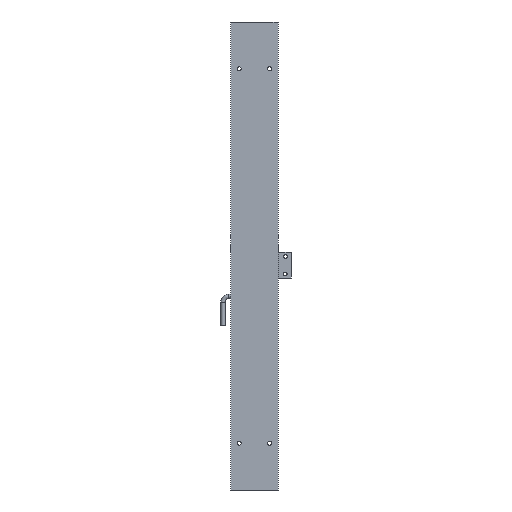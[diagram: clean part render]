
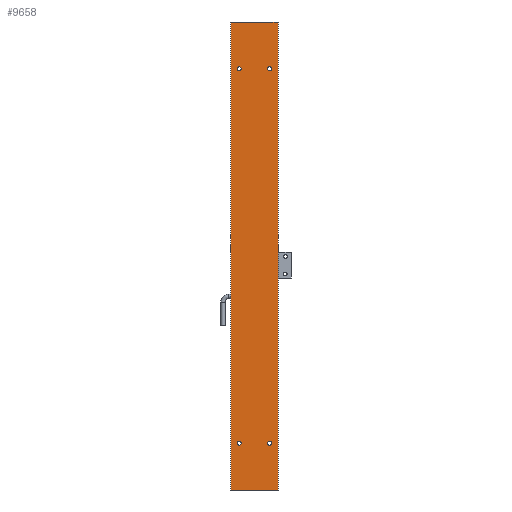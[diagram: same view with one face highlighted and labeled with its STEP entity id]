
A CAD part, front view. The second image highlights one B-rep face of the part: STEP entity #9658.
In plain terms, the highlighted planar face has unit normal (0, -1, 0).
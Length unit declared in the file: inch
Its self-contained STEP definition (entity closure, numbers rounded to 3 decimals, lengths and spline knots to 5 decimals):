
#290 = DIRECTION ( 'NONE',  ( 0., 0., 1. ) ) ;
#1194 = DIRECTION ( 'NONE',  ( 0., 0., 1. ) ) ;
#1201 = CARTESIAN_POINT ( 'NONE',  ( 2.02, 0., 10. ) ) ;
#1295 = CARTESIAN_POINT ( 'NONE',  ( 0., 0., 10. ) ) ;
#1300 = VERTEX_POINT ( 'NONE', #1201 ) ;
#1352 = CARTESIAN_POINT ( 'NONE',  ( 0., 0., 10. ) ) ;
#1690 = EDGE_LOOP ( 'NONE', ( #19512, #7213 ) ) ;
#1824 = ORIENTED_EDGE ( 'NONE', *, *, #19355, .F. ) ;
#2150 = CARTESIAN_POINT ( 'NONE',  ( 0.358, 0., -7.91142 ) ) ;
#2202 = DIRECTION ( 'NONE',  ( 0., 1., 0. ) ) ;
#2312 = DIRECTION ( 'NONE',  ( 1., 0., 0. ) ) ;
#2723 = EDGE_CURVE ( 'NONE', #19473, #6552, #12322, .T. ) ;
#3040 = DIRECTION ( 'NONE',  ( 0., 0., -1. ) ) ;
#3059 = CIRCLE ( 'NONE', #20640, 0.08858 ) ;
#3460 = CARTESIAN_POINT ( 'NONE',  ( 0.358, 0., 8. ) ) ;
#3610 = CARTESIAN_POINT ( 'NONE',  ( 1.663, 0., -8. ) ) ;
#3660 = EDGE_LOOP ( 'NONE', ( #17931, #7181 ) ) ;
#3852 = CARTESIAN_POINT ( 'NONE',  ( 0., 0., -10. ) ) ;
#3875 = CIRCLE ( 'NONE', #14915, 0.08858 ) ;
#4764 = DIRECTION ( 'NONE',  ( 0., 1., 0. ) ) ;
#4900 = CIRCLE ( 'NONE', #12121, 0.08858 ) ;
#4954 = CARTESIAN_POINT ( 'NONE',  ( 0., 0., 10. ) ) ;
#5020 = PLANE ( 'NONE',  #10090 ) ;
#5162 = DIRECTION ( 'NONE',  ( 0., 0., 1. ) ) ;
#5285 = DIRECTION ( 'NONE',  ( 0., 0., 1. ) ) ;
#5427 = AXIS2_PLACEMENT_3D ( 'NONE', #14757, #4764, #16450 ) ;
#5878 = CIRCLE ( 'NONE', #5427, 0.08858 ) ;
#5952 = EDGE_CURVE ( 'NONE', #6552, #19473, #4900, .T. ) ;
#6332 = CARTESIAN_POINT ( 'NONE',  ( 2.02, 0., 10. ) ) ;
#6379 = AXIS2_PLACEMENT_3D ( 'NONE', #12226, #2202, #13890 ) ;
#6441 = ORIENTED_EDGE ( 'NONE', *, *, #5952, .T. ) ;
#6552 = VERTEX_POINT ( 'NONE', #7641 ) ;
#6590 = VECTOR ( 'NONE', #3040, 39.37008 ) ;
#6680 = LINE ( 'NONE', #6332, #19442 ) ;
#6713 = DIRECTION ( 'NONE',  ( 0., 0., 1. ) ) ;
#6940 = ORIENTED_EDGE ( 'NONE', *, *, #8505, .T. ) ;
#7074 = CARTESIAN_POINT ( 'NONE',  ( 0.358, 0., -8. ) ) ;
#7181 = ORIENTED_EDGE ( 'NONE', *, *, #15726, .T. ) ;
#7198 = FACE_OUTER_BOUND ( 'NONE', #11311, .T. ) ;
#7213 = ORIENTED_EDGE ( 'NONE', *, *, #13468, .T. ) ;
#7641 = CARTESIAN_POINT ( 'NONE',  ( 0.358, 0., 7.91142 ) ) ;
#7710 = FACE_BOUND ( 'NONE', #1690, .T. ) ;
#8010 = DIRECTION ( 'NONE',  ( 0., 0., -1. ) ) ;
#8039 = VECTOR ( 'NONE', #2312, 39.37008 ) ;
#8359 = VERTEX_POINT ( 'NONE', #13612 ) ;
#8505 = EDGE_CURVE ( 'NONE', #12406, #17559, #21318, .T. ) ;
#8744 = DIRECTION ( 'NONE',  ( 0., 0., 1. ) ) ;
#9312 = DIRECTION ( 'NONE',  ( 0., 1., 0. ) ) ;
#9529 = ORIENTED_EDGE ( 'NONE', *, *, #10586, .F. ) ;
#9658 = ADVANCED_FACE ( 'Face2', ( #7710, #20482, #16077, #11607, #7198 ), #5020, .F. ) ;
#9745 = AXIS2_PLACEMENT_3D ( 'NONE', #7074, #18714, #8744 ) ;
#9798 = VERTEX_POINT ( 'NONE', #2150 ) ;
#9812 = VERTEX_POINT ( 'NONE', #17224 ) ;
#9823 = AXIS2_PLACEMENT_3D ( 'NONE', #3460, #15143, #5162 ) ;
#9873 = ORIENTED_EDGE ( 'NONE', *, *, #2723, .T. ) ;
#10090 = AXIS2_PLACEMENT_3D ( 'NONE', #4954, #16710, #6713 ) ;
#10268 = DIRECTION ( 'NONE',  ( 0., 1., 0. ) ) ;
#10586 = EDGE_CURVE ( 'Edge13', #20441, #1300, #16327, .T. ) ;
#10855 = CARTESIAN_POINT ( 'NONE',  ( 1.663, 0., -7.91142 ) ) ;
#11186 = DIRECTION ( 'NONE',  ( 0., 1., 0. ) ) ;
#11311 = EDGE_LOOP ( 'NONE', ( #6940, #1824, #9529, #14910 ) ) ;
#11607 = FACE_BOUND ( 'NONE', #3660, .T. ) ;
#11869 = VECTOR ( 'NONE', #21356, 39.37008 ) ;
#12121 = AXIS2_PLACEMENT_3D ( 'NONE', #20275, #10268, #290 ) ;
#12226 = CARTESIAN_POINT ( 'NONE',  ( 1.663, 0., 8. ) ) ;
#12322 = CIRCLE ( 'NONE', #9823, 0.08858 ) ;
#12406 = VERTEX_POINT ( 'NONE', #20531 ) ;
#12549 = CIRCLE ( 'NONE', #15749, 0.08858 ) ;
#12647 = EDGE_CURVE ( 'NONE', #9798, #14407, #5878, .T. ) ;
#13468 = EDGE_CURVE ( 'NONE', #14407, #9798, #20692, .T. ) ;
#13533 = VERTEX_POINT ( 'NONE', #10855 ) ;
#13610 = ORIENTED_EDGE ( 'NONE', *, *, #17979, .T. ) ;
#13612 = CARTESIAN_POINT ( 'NONE',  ( 1.663, 0., -8.08858 ) ) ;
#13799 = EDGE_CURVE ( 'NONE', #20441, #12406, #16001, .T. ) ;
#13890 = DIRECTION ( 'NONE',  ( 0., 0., 1. ) ) ;
#14301 = CARTESIAN_POINT ( 'NONE',  ( 0., 0., 10. ) ) ;
#14354 = CIRCLE ( 'NONE', #6379, 0.08858 ) ;
#14407 = VERTEX_POINT ( 'NONE', #16596 ) ;
#14757 = CARTESIAN_POINT ( 'NONE',  ( 0.358, 0., -8. ) ) ;
#14827 = CARTESIAN_POINT ( 'NONE',  ( 1.663, 0., 7.91142 ) ) ;
#14910 = ORIENTED_EDGE ( 'NONE', *, *, #13799, .T. ) ;
#14915 = AXIS2_PLACEMENT_3D ( 'NONE', #19276, #9312, #20951 ) ;
#15143 = DIRECTION ( 'NONE',  ( 0., 1., 0. ) ) ;
#15293 = DIRECTION ( 'NONE',  ( 0., 1., 0. ) ) ;
#15646 = EDGE_CURVE ( 'NONE', #13533, #8359, #12549, .T. ) ;
#15726 = EDGE_CURVE ( 'NONE', #21321, #9812, #14354, .T. ) ;
#15749 = AXIS2_PLACEMENT_3D ( 'NONE', #3610, #15293, #5285 ) ;
#16001 = LINE ( 'NONE', #1352, #6590 ) ;
#16077 = FACE_BOUND ( 'NONE', #17382, .T. ) ;
#16327 = LINE ( 'NONE', #1295, #11869 ) ;
#16341 = CARTESIAN_POINT ( 'NONE',  ( 2.02, 0., -10. ) ) ;
#16450 = DIRECTION ( 'NONE',  ( 0., 0., 1. ) ) ;
#16596 = CARTESIAN_POINT ( 'NONE',  ( 0.358, 0., -8.08858 ) ) ;
#16621 = CARTESIAN_POINT ( 'NONE',  ( 0.358, 0., 8.08858 ) ) ;
#16710 = DIRECTION ( 'NONE',  ( 0., 1., 0. ) ) ;
#17224 = CARTESIAN_POINT ( 'NONE',  ( 1.663, 0., 8.08858 ) ) ;
#17299 = EDGE_CURVE ( 'NONE', #9812, #21321, #3059, .T. ) ;
#17382 = EDGE_LOOP ( 'NONE', ( #18053, #13610 ) ) ;
#17559 = VERTEX_POINT ( 'NONE', #16341 ) ;
#17931 = ORIENTED_EDGE ( 'NONE', *, *, #17299, .T. ) ;
#17979 = EDGE_CURVE ( 'NONE', #8359, #13533, #3875, .T. ) ;
#18053 = ORIENTED_EDGE ( 'NONE', *, *, #15646, .T. ) ;
#18714 = DIRECTION ( 'NONE',  ( 0., 1., 0. ) ) ;
#19276 = CARTESIAN_POINT ( 'NONE',  ( 1.663, 0., -8. ) ) ;
#19355 = EDGE_CURVE ( 'Edge12', #1300, #17559, #6680, .T. ) ;
#19442 = VECTOR ( 'NONE', #8010, 39.37008 ) ;
#19473 = VERTEX_POINT ( 'NONE', #16621 ) ;
#19512 = ORIENTED_EDGE ( 'NONE', *, *, #12647, .T. ) ;
#20275 = CARTESIAN_POINT ( 'NONE',  ( 0.358, 0., 8. ) ) ;
#20441 = VERTEX_POINT ( 'NONE', #14301 ) ;
#20482 = FACE_BOUND ( 'NONE', #21364, .T. ) ;
#20531 = CARTESIAN_POINT ( 'NONE',  ( 0., 0., -10. ) ) ;
#20640 = AXIS2_PLACEMENT_3D ( 'NONE', #21162, #11186, #1194 ) ;
#20692 = CIRCLE ( 'NONE', #9745, 0.08858 ) ;
#20951 = DIRECTION ( 'NONE',  ( 0., 0., 1. ) ) ;
#21162 = CARTESIAN_POINT ( 'NONE',  ( 1.663, 0., 8. ) ) ;
#21318 = LINE ( 'NONE', #3852, #8039 ) ;
#21321 = VERTEX_POINT ( 'NONE', #14827 ) ;
#21356 = DIRECTION ( 'NONE',  ( 1., 0., 0. ) ) ;
#21364 = EDGE_LOOP ( 'NONE', ( #9873, #6441 ) ) ;
